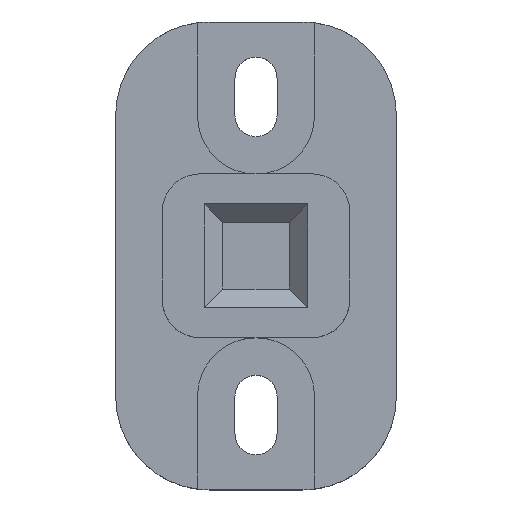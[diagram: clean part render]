
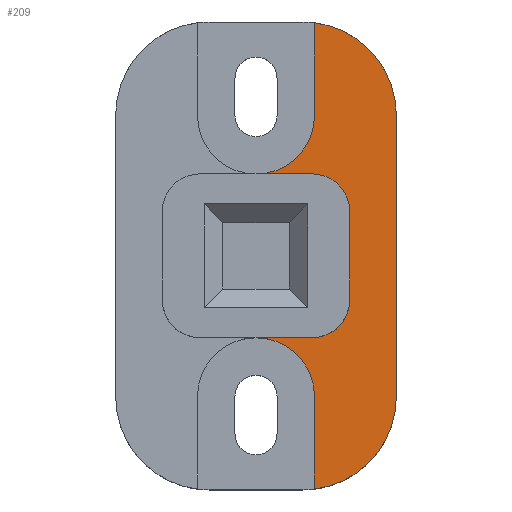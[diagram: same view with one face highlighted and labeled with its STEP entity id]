
A CAD part, top view. The second image highlights one B-rep face of the part: STEP entity #209.
In plain terms, the highlighted planar face has unit normal (0, 0, 1).
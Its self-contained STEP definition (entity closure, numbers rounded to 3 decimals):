
#54 = DIRECTION ( 'NONE',  ( 1., 0., 0. ) ) ;
#68 = VERTEX_POINT ( 'NONE', #787 ) ;
#93 = DIRECTION ( 'NONE',  ( 0., 1., 0. ) ) ;
#114 = DIRECTION ( 'NONE',  ( 1., 0., 0. ) ) ;
#117 = DIRECTION ( 'NONE',  ( 0., 0., 1. ) ) ;
#138 = AXIS2_PLACEMENT_3D ( 'NONE', #339, #735, #54 ) ;
#144 = ORIENTED_EDGE ( 'NONE', *, *, #594, .T. ) ;
#186 = ORIENTED_EDGE ( 'NONE', *, *, #917, .F. ) ;
#203 = VECTOR ( 'NONE', #1565, 1000. ) ;
#205 = AXIS2_PLACEMENT_3D ( 'NONE', #1115, #1441, #899 ) ;
#209 = ADVANCED_FACE ( 'NONE', ( #264 ), #358, .T. ) ;
#212 = CARTESIAN_POINT ( 'NONE',  ( 15., -15., 8. ) ) ;
#264 = FACE_OUTER_BOUND ( 'NONE', #549, .T. ) ;
#273 = DIRECTION ( 'NONE',  ( -1., 0., 0. ) ) ;
#286 = CARTESIAN_POINT ( 'NONE',  ( 6.25, -15., 8. ) ) ;
#312 = ORIENTED_EDGE ( 'NONE', *, *, #1335, .T. ) ;
#324 = DIRECTION ( 'NONE',  ( 0., 0., 1. ) ) ;
#331 = DIRECTION ( 'NONE',  ( 1., 0., 0. ) ) ;
#338 = VERTEX_POINT ( 'NONE', #212 ) ;
#339 = CARTESIAN_POINT ( 'NONE',  ( 5., 15., 8. ) ) ;
#358 = PLANE ( 'NONE',  #757 ) ;
#379 = LINE ( 'NONE', #393, #1421 ) ;
#393 = CARTESIAN_POINT ( 'NONE',  ( 6., -8.75, 8. ) ) ;
#398 = DIRECTION ( 'NONE',  ( 1., 0., 0. ) ) ;
#414 = CARTESIAN_POINT ( 'NONE',  ( 6.25, 24.922, 8. ) ) ;
#450 = VECTOR ( 'NONE', #758, 1000. ) ;
#453 = AXIS2_PLACEMENT_3D ( 'NONE', #1188, #806, #398 ) ;
#474 = VECTOR ( 'NONE', #273, 1000. ) ;
#489 = CARTESIAN_POINT ( 'NONE',  ( 6., 4.75, 8. ) ) ;
#504 = DIRECTION ( 'NONE',  ( 1., 0., 0. ) ) ;
#549 = EDGE_LOOP ( 'NONE', ( #1091, #807, #573, #693, #1426, #144, #1478, #312, #1661, #1175, #186, #1302 ) ) ;
#556 = AXIS2_PLACEMENT_3D ( 'NONE', #839, #324, #331 ) ;
#573 = ORIENTED_EDGE ( 'NONE', *, *, #928, .F. ) ;
#584 = EDGE_CURVE ( 'NONE', #840, #1001, #1502, .T. ) ;
#585 = CIRCLE ( 'NONE', #734, 4. ) ;
#594 = EDGE_CURVE ( 'NONE', #840, #338, #1452, .T. ) ;
#595 = LINE ( 'NONE', #1009, #203 ) ;
#608 = CIRCLE ( 'NONE', #1044, 6.25 ) ;
#635 = DIRECTION ( 'NONE',  ( 0., 0., 1. ) ) ;
#641 = CARTESIAN_POINT ( 'NONE',  ( 15., -15., 8. ) ) ;
#659 = DIRECTION ( 'NONE',  ( 1., 0., 0. ) ) ;
#693 = ORIENTED_EDGE ( 'NONE', *, *, #1633, .F. ) ;
#734 = AXIS2_PLACEMENT_3D ( 'NONE', #489, #764, #504 ) ;
#735 = DIRECTION ( 'NONE',  ( 0., 0., 1. ) ) ;
#757 = AXIS2_PLACEMENT_3D ( 'NONE', #1339, #117, #659 ) ;
#758 = DIRECTION ( 'NONE',  ( 0., 1., 0. ) ) ;
#764 = DIRECTION ( 'NONE',  ( 0., 0., 1. ) ) ;
#766 = EDGE_CURVE ( 'NONE', #772, #786, #595, .T. ) ;
#772 = VERTEX_POINT ( 'NONE', #1428 ) ;
#782 = DIRECTION ( 'NONE',  ( 1., 0., 0. ) ) ;
#786 = VERTEX_POINT ( 'NONE', #1144 ) ;
#787 = CARTESIAN_POINT ( 'NONE',  ( 0., -8.75, 8. ) ) ;
#790 = LINE ( 'NONE', #949, #474 ) ;
#798 = VERTEX_POINT ( 'NONE', #1018 ) ;
#801 = CARTESIAN_POINT ( 'NONE',  ( 6.25, -15., 8. ) ) ;
#806 = DIRECTION ( 'NONE',  ( 0., 0., 1. ) ) ;
#807 = ORIENTED_EDGE ( 'NONE', *, *, #1775, .F. ) ;
#839 = CARTESIAN_POINT ( 'NONE',  ( 6., -4.75, 8. ) ) ;
#840 = VERTEX_POINT ( 'NONE', #942 ) ;
#877 = VECTOR ( 'NONE', #93, 1000. ) ;
#899 = DIRECTION ( 'NONE',  ( 1., 0., 0. ) ) ;
#917 = EDGE_CURVE ( 'NONE', #798, #1053, #790, .T. ) ;
#928 = EDGE_CURVE ( 'NONE', #68, #954, #379, .T. ) ;
#942 = CARTESIAN_POINT ( 'NONE',  ( 6.25, -24.922, 8. ) ) ;
#949 = CARTESIAN_POINT ( 'NONE',  ( 6., 8.75, 8. ) ) ;
#954 = VERTEX_POINT ( 'NONE', #1382 ) ;
#1001 = VERTEX_POINT ( 'NONE', #1237 ) ;
#1009 = CARTESIAN_POINT ( 'NONE',  ( 10., -4.75, 8. ) ) ;
#1018 = CARTESIAN_POINT ( 'NONE',  ( 6., 8.75, 8. ) ) ;
#1030 = CARTESIAN_POINT ( 'NONE',  ( 0., -15., 8. ) ) ;
#1044 = AXIS2_PLACEMENT_3D ( 'NONE', #1030, #635, #782 ) ;
#1051 = CIRCLE ( 'NONE', #205, 6.25 ) ;
#1053 = VERTEX_POINT ( 'NONE', #1408 ) ;
#1091 = ORIENTED_EDGE ( 'NONE', *, *, #766, .F. ) ;
#1108 = CIRCLE ( 'NONE', #556, 4. ) ;
#1115 = CARTESIAN_POINT ( 'NONE',  ( 0., 15., 8. ) ) ;
#1118 = EDGE_CURVE ( 'NONE', #786, #798, #585, .T. ) ;
#1144 = CARTESIAN_POINT ( 'NONE',  ( 10., 4.75, 8. ) ) ;
#1175 = ORIENTED_EDGE ( 'NONE', *, *, #1347, .T. ) ;
#1188 = CARTESIAN_POINT ( 'NONE',  ( 5., -15., 8. ) ) ;
#1189 = CIRCLE ( 'NONE', #138, 10. ) ;
#1237 = CARTESIAN_POINT ( 'NONE',  ( 6.25, -15., 8. ) ) ;
#1302 = ORIENTED_EDGE ( 'NONE', *, *, #1118, .F. ) ;
#1312 = DIRECTION ( 'NONE',  ( 0., -1., 0. ) ) ;
#1335 = EDGE_CURVE ( 'NONE', #1579, #1564, #1189, .T. ) ;
#1339 = CARTESIAN_POINT ( 'NONE',  ( 5., -15., 8. ) ) ;
#1347 = EDGE_CURVE ( 'NONE', #1556, #1053, #1051, .T. ) ;
#1382 = CARTESIAN_POINT ( 'NONE',  ( 6., -8.75, 8. ) ) ;
#1408 = CARTESIAN_POINT ( 'NONE',  ( 0., 8.75, 8. ) ) ;
#1421 = VECTOR ( 'NONE', #114, 1000. ) ;
#1424 = EDGE_CURVE ( 'NONE', #338, #1579, #1725, .T. ) ;
#1426 = ORIENTED_EDGE ( 'NONE', *, *, #584, .F. ) ;
#1428 = CARTESIAN_POINT ( 'NONE',  ( 10., -4.75, 8. ) ) ;
#1441 = DIRECTION ( 'NONE',  ( 0., 0., -1. ) ) ;
#1452 = CIRCLE ( 'NONE', #453, 10. ) ;
#1460 = EDGE_CURVE ( 'NONE', #1564, #1556, #1616, .T. ) ;
#1478 = ORIENTED_EDGE ( 'NONE', *, *, #1424, .T. ) ;
#1502 = LINE ( 'NONE', #286, #877 ) ;
#1556 = VERTEX_POINT ( 'NONE', #1782 ) ;
#1564 = VERTEX_POINT ( 'NONE', #414 ) ;
#1565 = DIRECTION ( 'NONE',  ( 0., 1., 0. ) ) ;
#1579 = VERTEX_POINT ( 'NONE', #1651 ) ;
#1601 = VECTOR ( 'NONE', #1312, 1000. ) ;
#1616 = LINE ( 'NONE', #801, #1601 ) ;
#1633 = EDGE_CURVE ( 'NONE', #1001, #68, #608, .T. ) ;
#1651 = CARTESIAN_POINT ( 'NONE',  ( 15., 15., 8. ) ) ;
#1661 = ORIENTED_EDGE ( 'NONE', *, *, #1460, .T. ) ;
#1725 = LINE ( 'NONE', #641, #450 ) ;
#1775 = EDGE_CURVE ( 'NONE', #954, #772, #1108, .T. ) ;
#1782 = CARTESIAN_POINT ( 'NONE',  ( 6.25, 15., 8. ) ) ;
